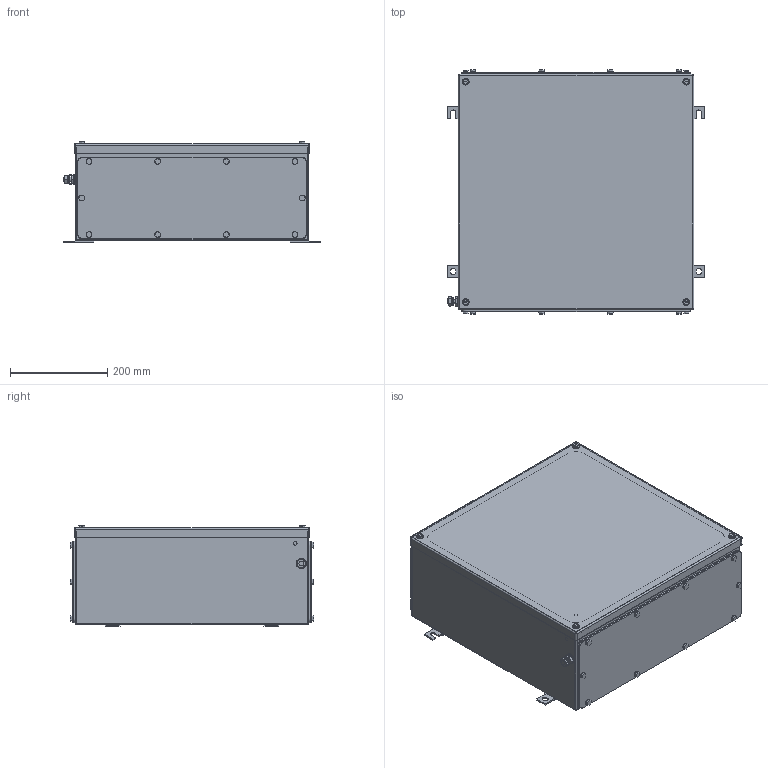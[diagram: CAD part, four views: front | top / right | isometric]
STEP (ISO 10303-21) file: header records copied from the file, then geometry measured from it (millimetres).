
FILE_DESCRIPTION(('CATIA V5 STEP Exchange','CAx-IF Rec.Pracs.--- Model Styling and Organization---1.4--- 2014-01-23'),'2;1');
FILE_NAME ('008666-4_2_1196270000_1196270000.stp','2019-09-25T07:40:24+00:00',('none'),('Weidmueller'),'CATIA Version 5-6 Release 2016 SP3 HF44','CATIA V5 STEP AP214','none');
FILE_SCHEMA(('AUTOMOTIVE_DESIGN { 1 0 10303 214 1 1 1 1 }'));
Length unit declared in the file: millimetre
Products named in the file (1): Product6_AllCATPart
Bounding box: 531 x 502 x 208.5 mm (x, y, z)
Volume: 1909709.4 mm3; surface area: 2113301.1 mm2
Topology: 80 solids, 80 shells, 1720 faces, 3928 edges, 2432 vertices
Faces by surface type: cylinder 726, plane 612, cone 336, torus 30, sphere 16
Entity records: 46065 total; most frequent: CARTESIAN_POINT 10000, ORIENTED_EDGE 7712, DIRECTION 5971, EDGE_CURVE 3856, AXIS2_PLACEMENT_3D 2808, VERTEX_POINT 2432, EDGE_LOOP 2036, VECTOR 1950
